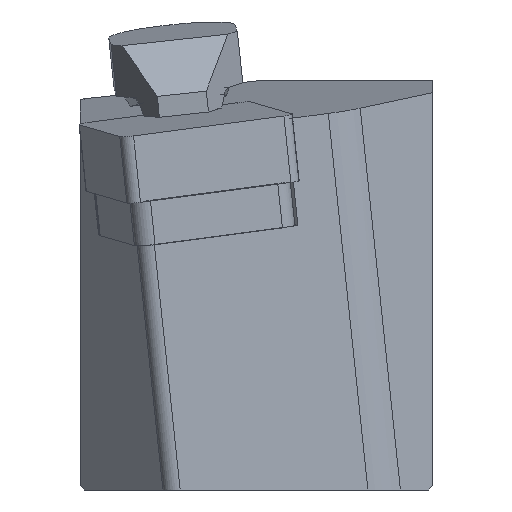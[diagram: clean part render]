
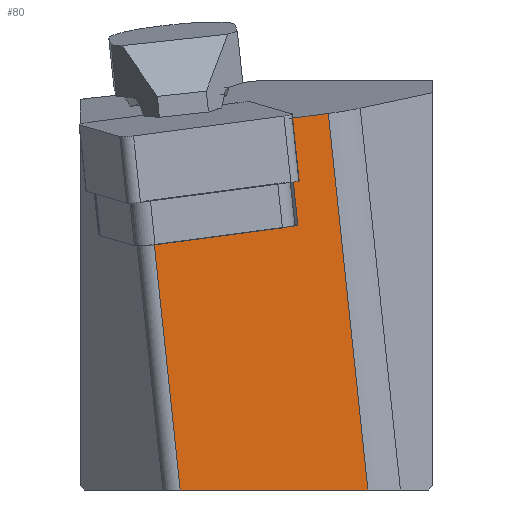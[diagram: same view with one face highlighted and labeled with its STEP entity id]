
A CAD part, left-side view. The second image highlights one B-rep face of the part: STEP entity #80.
In plain terms, the highlighted planar face has unit normal (-0.963, -0.258, -0.075).
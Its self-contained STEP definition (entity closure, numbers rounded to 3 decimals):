
#80=ADVANCED_FACE('',(#198),#147,.F.);
#147=PLANE('',#1262);
#198=FACE_OUTER_BOUND('',#267,.T.);
#267=EDGE_LOOP('',(#644,#645,#646,#647,#648,#649,#650));
#326=LINE('',#1695,#459);
#348=LINE('',#1753,#481);
#361=LINE('',#1782,#494);
#362=LINE('',#1784,#495);
#363=LINE('',#1785,#496);
#364=LINE('',#1787,#497);
#365=LINE('',#1788,#498);
#459=VECTOR('',#1352,1.);
#481=VECTOR('',#1396,1.);
#494=VECTOR('',#1419,1.);
#495=VECTOR('',#1422,1.);
#496=VECTOR('',#1423,1.);
#497=VECTOR('',#1424,1.);
#498=VECTOR('',#1425,1.);
#644=ORIENTED_EDGE('',*,*,#1043,.F.);
#645=ORIENTED_EDGE('',*,*,#1087,.F.);
#646=ORIENTED_EDGE('',*,*,#1086,.F.);
#647=ORIENTED_EDGE('',*,*,#1088,.F.);
#648=ORIENTED_EDGE('',*,*,#1089,.T.);
#649=ORIENTED_EDGE('',*,*,#1070,.F.);
#650=ORIENTED_EDGE('',*,*,#1090,.T.);
#934=VERTEX_POINT('',#1693);
#936=VERTEX_POINT('',#1696);
#960=VERTEX_POINT('',#1752);
#961=VERTEX_POINT('',#1754);
#970=VERTEX_POINT('',#1779);
#971=VERTEX_POINT('',#1781);
#972=VERTEX_POINT('',#1786);
#1043=EDGE_CURVE('',#934,#936,#326,.T.);
#1070=EDGE_CURVE('',#960,#961,#348,.T.);
#1086=EDGE_CURVE('',#971,#970,#361,.T.);
#1087=EDGE_CURVE('',#970,#934,#362,.T.);
#1088=EDGE_CURVE('',#972,#971,#363,.T.);
#1089=EDGE_CURVE('',#972,#961,#364,.T.);
#1090=EDGE_CURVE('',#960,#936,#365,.T.);
#1262=AXIS2_PLACEMENT_3D('',#1789,#1426,#1427);
#1352=DIRECTION('',(0.248,-0.961,0.127));
#1396=DIRECTION('',(0.248,-0.961,0.127));
#1419=DIRECTION('',(-0.105,0.104,0.989));
#1422=DIRECTION('',(0.248,-0.961,0.127));
#1423=DIRECTION('',(-0.259,0.966,0.));
#1424=DIRECTION('',(-0.105,0.104,0.989));
#1425=DIRECTION('',(0.105,-0.104,-0.989));
#1426=DIRECTION('',(0.963,0.258,0.075));
#1427=DIRECTION('',(0.259,-0.966,0.));
#1693=CARTESIAN_POINT('',(4.355,10.092,-6.316));
#1695=CARTESIAN_POINT('',(4.785,8.424,-6.095));
#1696=CARTESIAN_POINT('',(4.488,9.576,-6.248));
#1752=CARTESIAN_POINT('',(3.69,10.37,1.309));
#1753=CARTESIAN_POINT('',(1.066,20.552,-0.038));
#1754=CARTESIAN_POINT('',(4.449,7.422,1.699));
#1779=CARTESIAN_POINT('',(1.864,19.758,-7.595));
#1781=CARTESIAN_POINT('',(3.704,17.928,-25.));
#1782=CARTESIAN_POINT('',(5.216,16.425,-39.305));
#1784=CARTESIAN_POINT('',(4.785,8.424,-6.095));
#1785=CARTESIAN_POINT('',(4.181,16.147,-25.));
#1786=CARTESIAN_POINT('',(7.271,4.616,-25.));
#1787=CARTESIAN_POINT('',(8.599,3.295,-37.567));
#1788=CARTESIAN_POINT('',(2.92,11.135,8.589));
#1789=CARTESIAN_POINT('',(5.216,16.425,-39.305));
